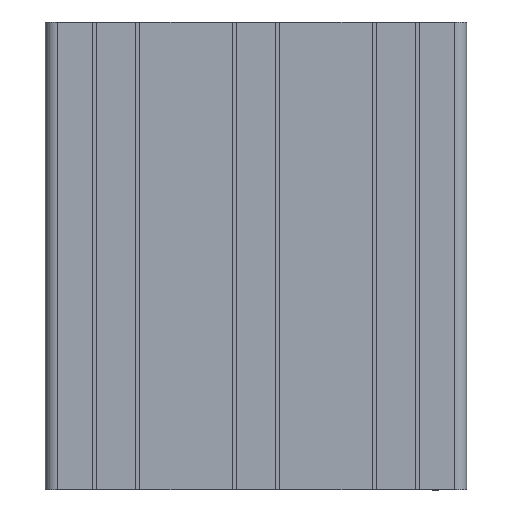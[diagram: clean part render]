
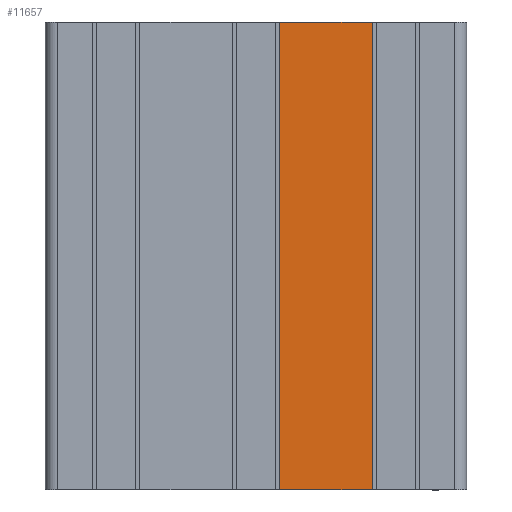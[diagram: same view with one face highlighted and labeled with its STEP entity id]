
A CAD part, front view. The second image highlights one B-rep face of the part: STEP entity #11657.
In plain terms, the highlighted planar face has unit normal (0, -1, 0).
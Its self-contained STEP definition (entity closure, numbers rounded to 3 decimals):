
#301 = VERTEX_POINT ( 'NONE', #9752 ) ;
#965 = ORIENTED_EDGE ( 'NONE', *, *, #3108, .F. ) ;
#1042 = DIRECTION ( 'NONE',  ( -1., 0., 0. ) ) ;
#1093 = CARTESIAN_POINT ( 'NONE',  ( 7275.745, 2852.342, 0. ) ) ;
#1421 = EDGE_CURVE ( 'NONE', #2971, #4038, #7487, .T. ) ;
#2661 = VECTOR ( 'NONE', #10675, 1000. ) ;
#2665 = LINE ( 'NONE', #10758, #2661 ) ;
#2917 = EDGE_CURVE ( 'NONE', #6096, #301, #3369, .T. ) ;
#2971 = VERTEX_POINT ( 'NONE', #11771 ) ;
#3108 = EDGE_CURVE ( 'NONE', #4038, #6096, #2665, .T. ) ;
#3238 = EDGE_LOOP ( 'NONE', ( #3393, #4019, #965, #7418 ) ) ;
#3369 = LINE ( 'NONE', #12204, #3385 ) ;
#3385 = VECTOR ( 'NONE', #12224, 1000. ) ;
#3393 = ORIENTED_EDGE ( 'NONE', *, *, #5126, .F. ) ;
#3949 = CARTESIAN_POINT ( 'NONE',  ( 7238.345, 2852.342, 0. ) ) ;
#4019 = ORIENTED_EDGE ( 'NONE', *, *, #2917, .F. ) ;
#4038 = VERTEX_POINT ( 'NONE', #3949 ) ;
#5126 = EDGE_CURVE ( 'NONE', #301, #2971, #11132, .T. ) ;
#5153 = DIRECTION ( 'NONE',  ( 0., 0., -1. ) ) ;
#5283 = CARTESIAN_POINT ( 'NONE',  ( 7258.045, 2852.342, 100. ) ) ;
#6096 = VERTEX_POINT ( 'NONE', #9037 ) ;
#7418 = ORIENTED_EDGE ( 'NONE', *, *, #1421, .F. ) ;
#7448 = VECTOR ( 'NONE', #1042, 1000. ) ;
#7487 = LINE ( 'NONE', #1093, #7448 ) ;
#9037 = CARTESIAN_POINT ( 'NONE',  ( 7238.345, 2852.342, 100. ) ) ;
#9752 = CARTESIAN_POINT ( 'NONE',  ( 7258.045, 2852.342, 100. ) ) ;
#10675 = DIRECTION ( 'NONE',  ( 0., 0., 1. ) ) ;
#10758 = CARTESIAN_POINT ( 'NONE',  ( 7238.345, 2852.342, 100. ) ) ;
#10771 = DIRECTION ( 'NONE',  ( 0., 0., 1. ) ) ;
#10783 = DIRECTION ( 'NONE',  ( 0., 1., 0. ) ) ;
#10829 = AXIS2_PLACEMENT_3D ( 'NONE', #10912, #10783, #10771 ) ;
#10912 = CARTESIAN_POINT ( 'NONE',  ( 7258.045, 2852.342, 100. ) ) ;
#10971 = PLANE ( 'NONE',  #10829 ) ;
#11051 = VECTOR ( 'NONE', #5153, 1000. ) ;
#11132 = LINE ( 'NONE', #5283, #11051 ) ;
#11657 = ADVANCED_FACE ( 'NONE', ( #12803 ), #10971, .F. ) ;
#11771 = CARTESIAN_POINT ( 'NONE',  ( 7258.045, 2852.342, 0. ) ) ;
#12204 = CARTESIAN_POINT ( 'NONE',  ( 7275.745, 2852.342, 100. ) ) ;
#12224 = DIRECTION ( 'NONE',  ( 1., 0., 0. ) ) ;
#12803 = FACE_OUTER_BOUND ( 'NONE', #3238, .T. ) ;
